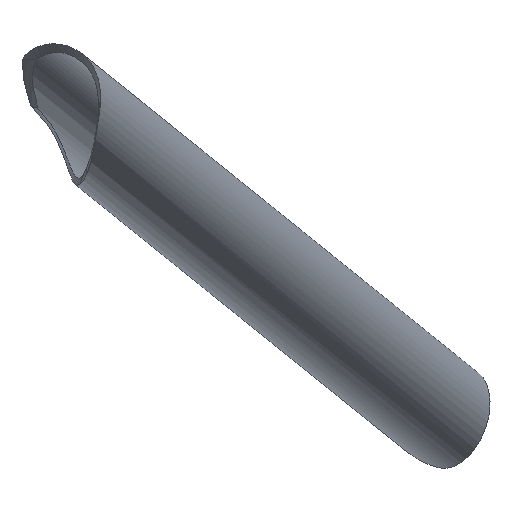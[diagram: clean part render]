
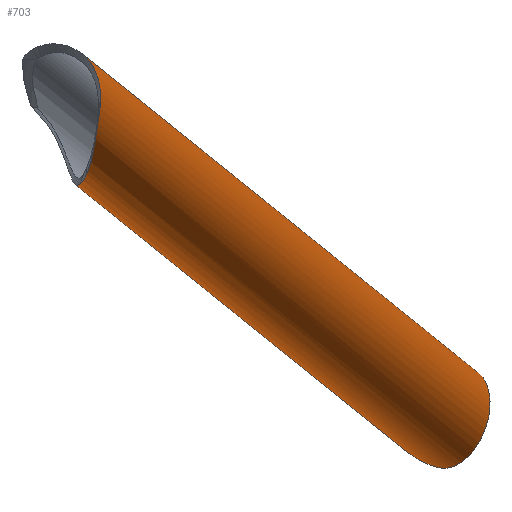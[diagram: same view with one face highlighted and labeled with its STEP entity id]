
A CAD part, top view. The second image highlights one B-rep face of the part: STEP entity #703.
In plain terms, the highlighted cylindrical face has radius 12.5 mm (diameter 25 mm), a partial arc.
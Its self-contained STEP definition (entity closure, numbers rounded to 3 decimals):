
#120=CARTESIAN_POINT('Vertex',(-486.2,-233.838,173.848)) ;
#124=CARTESIAN_POINT('Control Point',(-502.878,-252.511,177.29)) ;
#125=CARTESIAN_POINT('Control Point',(-502.088,-253.142,176.935)) ;
#126=CARTESIAN_POINT('Control Point',(-501.263,-253.719,176.559)) ;
#127=CARTESIAN_POINT('Control Point',(-500.406,-254.241,176.175)) ;
#128=CARTESIAN_POINT('Control Point',(-499.14,-254.914,175.617)) ;
#129=CARTESIAN_POINT('Control Point',(-497.791,-255.461,175.131)) ;
#130=CARTESIAN_POINT('Control Point',(-497.376,-255.614,174.995)) ;
#131=CARTESIAN_POINT('Control Point',(-496.651,-255.851,174.789)) ;
#132=CARTESIAN_POINT('Control Point',(-495.892,-256.033,174.671)) ;
#133=CARTESIAN_POINT('Control Point',(-495.571,-256.098,174.641)) ;
#134=CARTESIAN_POINT('Control Point',(-494.891,-256.201,174.639)) ;
#135=CARTESIAN_POINT('Control Point',(-494.217,-256.228,174.783)) ;
#136=CARTESIAN_POINT('Control Point',(-493.878,-256.217,174.902)) ;
#137=CARTESIAN_POINT('Control Point',(-493.212,-256.15,175.217)) ;
#138=CARTESIAN_POINT('Control Point',(-492.614,-256.006,175.629)) ;
#139=CARTESIAN_POINT('Control Point',(-492.321,-255.916,175.856)) ;
#140=CARTESIAN_POINT('Control Point',(-491.555,-255.634,176.499)) ;
#141=CARTESIAN_POINT('Control Point',(-490.86,-255.262,177.179)) ;
#142=CARTESIAN_POINT('Control Point',(-490.434,-254.996,177.61)) ;
#143=CARTESIAN_POINT('Control Point',(-489.308,-254.189,178.77)) ;
#144=CARTESIAN_POINT('Control Point',(-488.268,-253.176,179.853)) ;
#145=CARTESIAN_POINT('Control Point',(-487.635,-252.454,180.487)) ;
#146=CARTESIAN_POINT('Control Point',(-486.482,-250.914,181.58)) ;
#147=CARTESIAN_POINT('Control Point',(-485.484,-249.099,182.355)) ;
#148=CARTESIAN_POINT('Control Point',(-485.048,-248.169,182.64)) ;
#149=CARTESIAN_POINT('Control Point',(-484.315,-246.284,182.985)) ;
#150=CARTESIAN_POINT('Control Point',(-483.827,-244.296,182.899)) ;
#151=CARTESIAN_POINT('Control Point',(-483.658,-243.334,182.749)) ;
#152=CARTESIAN_POINT('Control Point',(-483.458,-241.428,182.231)) ;
#153=CARTESIAN_POINT('Control Point',(-483.531,-239.666,181.32)) ;
#154=CARTESIAN_POINT('Control Point',(-483.634,-238.834,180.773)) ;
#155=CARTESIAN_POINT('Control Point',(-484.022,-236.977,179.275)) ;
#156=CARTESIAN_POINT('Control Point',(-484.692,-235.526,177.443)) ;
#157=CARTESIAN_POINT('Control Point',(-485.156,-234.823,176.291)) ;
#158=CARTESIAN_POINT('Control Point',(-485.671,-234.261,175.09)) ;
#159=CARTESIAN_POINT('Control Point',(-486.2,-233.838,173.848)) ;
#160=CARTESIAN_POINT('Vertex',(-502.878,-252.511,177.29)) ;
#286=CARTESIAN_POINT('Vertex',(-578.548,-187.599,451.729)) ;
#304=CARTESIAN_POINT('Vertex',(-580.05,-189.802,439.694)) ;
#308=CARTESIAN_POINT('Control Point',(-580.05,-189.802,439.694)) ;
#309=CARTESIAN_POINT('Control Point',(-579.602,-189.626,442.117)) ;
#310=CARTESIAN_POINT('Control Point',(-579.274,-189.258,444.543)) ;
#311=CARTESIAN_POINT('Control Point',(-578.995,-188.792,446.957)) ;
#312=CARTESIAN_POINT('Control Point',(-578.76,-188.235,449.351)) ;
#313=CARTESIAN_POINT('Control Point',(-578.548,-187.599,451.729)) ;
#366=CARTESIAN_POINT('Vertex',(-581.133,-189.945,429.759)) ;
#370=CARTESIAN_POINT('Control Point',(-581.133,-189.945,429.759)) ;
#371=CARTESIAN_POINT('Control Point',(-580.854,-190.167,432.236)) ;
#372=CARTESIAN_POINT('Control Point',(-580.597,-190.165,434.735)) ;
#373=CARTESIAN_POINT('Control Point',(-580.33,-190.044,437.219)) ;
#374=CARTESIAN_POINT('Control Point',(-580.05,-189.802,439.694)) ;
#449=CARTESIAN_POINT('Vertex',(-577.387,-184.715,460.231)) ;
#453=CARTESIAN_POINT('Control Point',(-577.387,-184.715,460.231)) ;
#454=CARTESIAN_POINT('Control Point',(-577.027,-183.578,462.99)) ;
#455=CARTESIAN_POINT('Control Point',(-576.706,-182.283,465.69)) ;
#456=CARTESIAN_POINT('Control Point',(-576.479,-180.836,468.321)) ;
#457=CARTESIAN_POINT('Control Point',(-576.393,-179.301,470.904)) ;
#458=CARTESIAN_POINT('Vertex',(-576.393,-179.301,470.904)) ;
#496=CARTESIAN_POINT('Vertex',(-578.174,-186.806,454.45)) ;
#514=CARTESIAN_POINT('Control Point',(-578.548,-187.599,451.729)) ;
#515=CARTESIAN_POINT('Control Point',(-578.424,-187.352,452.641)) ;
#516=CARTESIAN_POINT('Control Point',(-578.299,-187.088,453.548)) ;
#517=CARTESIAN_POINT('Control Point',(-578.174,-186.806,454.45)) ;
#638=CARTESIAN_POINT('Axis2P3D Location',(-541.062,-205.978,325.664)) ;
#644=CARTESIAN_POINT('Control Point',(-578.174,-186.806,454.45)) ;
#645=CARTESIAN_POINT('Control Point',(-577.853,-186.189,456.396)) ;
#646=CARTESIAN_POINT('Control Point',(-577.601,-185.487,458.325)) ;
#647=CARTESIAN_POINT('Control Point',(-577.387,-184.715,460.231)) ;
#649=CARTESIAN_POINT('Line Origine',(-548.868,-215.741,325.664)) ;
#654=CARTESIAN_POINT('Line Origine',(-533.256,-196.215,325.664)) ;
#658=CARTESIAN_POINT('Vertex',(-579.536,-159.213,474.974)) ;
#662=CARTESIAN_POINT('Control Point',(-575.21,-170.023,477.956)) ;
#663=CARTESIAN_POINT('Control Point',(-575.182,-169.203,478.045)) ;
#664=CARTESIAN_POINT('Control Point',(-575.19,-168.373,478.05)) ;
#665=CARTESIAN_POINT('Control Point',(-575.246,-167.547,477.981)) ;
#666=CARTESIAN_POINT('Control Point',(-575.581,-165.071,477.603)) ;
#667=CARTESIAN_POINT('Control Point',(-576.435,-162.789,476.823)) ;
#668=CARTESIAN_POINT('Control Point',(-577.26,-161.399,476.225)) ;
#669=CARTESIAN_POINT('Control Point',(-578.309,-160.194,475.599)) ;
#670=CARTESIAN_POINT('Control Point',(-579.536,-159.213,474.974)) ;
#671=CARTESIAN_POINT('Vertex',(-575.21,-170.023,477.956)) ;
#675=CARTESIAN_POINT('Control Point',(-575.21,-170.023,477.956)) ;
#676=CARTESIAN_POINT('Control Point',(-575.213,-171.49,477.655)) ;
#677=CARTESIAN_POINT('Control Point',(-575.362,-172.918,477.159)) ;
#678=CARTESIAN_POINT('Control Point',(-575.582,-174.225,476.429)) ;
#679=CARTESIAN_POINT('Control Point',(-575.813,-175.406,475.537)) ;
#680=CARTESIAN_POINT('Vertex',(-575.813,-175.406,475.537)) ;
#684=CARTESIAN_POINT('Control Point',(-575.813,-175.406,475.537)) ;
#685=CARTESIAN_POINT('Control Point',(-575.988,-176.557,474.552)) ;
#686=CARTESIAN_POINT('Control Point',(-576.142,-177.561,473.395)) ;
#687=CARTESIAN_POINT('Control Point',(-576.272,-178.466,472.174)) ;
#688=CARTESIAN_POINT('Control Point',(-576.393,-179.301,470.904)) ;
#639=DIRECTION('Axis2P3D Direction',(-0.288,0.23,0.929)) ;
#640=DIRECTION('Axis2P3D XDirection',(-0.624,-0.781,0.)) ;
#650=DIRECTION('Vector Direction',(-0.288,0.23,0.929)) ;
#655=DIRECTION('Vector Direction',(-0.288,0.23,0.929)) ;
#641=AXIS2_PLACEMENT_3D('Cylinder Axis2P3D',#638,#639,#640) ;
#691=ORIENTED_EDGE('',*,*,#648,.F.) ;
#692=ORIENTED_EDGE('',*,*,#518,.F.) ;
#693=ORIENTED_EDGE('',*,*,#314,.F.) ;
#694=ORIENTED_EDGE('',*,*,#375,.F.) ;
#695=ORIENTED_EDGE('',*,*,#653,.F.) ;
#696=ORIENTED_EDGE('',*,*,#162,.T.) ;
#697=ORIENTED_EDGE('',*,*,#660,.T.) ;
#698=ORIENTED_EDGE('',*,*,#673,.F.) ;
#699=ORIENTED_EDGE('',*,*,#682,.T.) ;
#700=ORIENTED_EDGE('',*,*,#689,.T.) ;
#701=ORIENTED_EDGE('',*,*,#460,.F.) ;
#651=VECTOR('Line Direction',#650,1.) ;
#656=VECTOR('Line Direction',#655,1.) ;
#703=ADVANCED_FACE('Corps principal',(#702),#642,.T.) ;
#123=B_SPLINE_CURVE_WITH_KNOTS('',5,(#124,#125,#126,#127,#128,#129,#130,#131,#132,#133,#134,#135,#136,#137,#138,#139,#140,#141,#142,#143,#144,#145,#146,#147,#148,#149,#150,#151,#152,#153,#154,#155,#156,#157,#158,#159),.UNSPECIFIED.,.F.,.U.,(6,3,3,3,3,3,3,3,3,3,3,6),(0.,7.581,10.85,13.151,15.685,18.361,23.028,31.123,38.589,45.509,52.514,62.517),.UNSPECIFIED.) ;
#307=B_SPLINE_CURVE_WITH_KNOTS('',5,(#308,#309,#310,#311,#312,#313),.UNSPECIFIED.,.F.,.U.,(6,6),(10.341,27.811),.UNSPECIFIED.) ;
#369=B_SPLINE_CURVE_WITH_KNOTS('',4,(#370,#371,#372,#373,#374),.UNSPECIFIED.,.F.,.U.,(5,5),(0.,14.157),.UNSPECIFIED.) ;
#452=B_SPLINE_CURVE_WITH_KNOTS('',4,(#453,#454,#455,#456,#457),.UNSPECIFIED.,.F.,.U.,(5,5),(44.421,61.426),.UNSPECIFIED.) ;
#513=B_SPLINE_CURVE_WITH_KNOTS('',3,(#514,#515,#516,#517),.UNSPECIFIED.,.F.,.U.,(4,4),(31.61,35.653),.UNSPECIFIED.) ;
#643=B_SPLINE_CURVE_WITH_KNOTS('',3,(#644,#645,#646,#647),.UNSPECIFIED.,.F.,.U.,(4,4),(23.546,32.316),.UNSPECIFIED.) ;
#661=B_SPLINE_CURVE_WITH_KNOTS('',5,(#662,#663,#664,#665,#666,#667,#668,#669,#670),.UNSPECIFIED.,.F.,.U.,(6,3,6),(7.245,13.081,25.039),.UNSPECIFIED.) ;
#674=B_SPLINE_CURVE_WITH_KNOTS('',4,(#675,#676,#677,#678,#679),.UNSPECIFIED.,.F.,.U.,(5,5),(18.297,26.767),.UNSPECIFIED.) ;
#683=B_SPLINE_CURVE_WITH_KNOTS('',4,(#684,#685,#686,#687,#688),.UNSPECIFIED.,.F.,.U.,(5,5),(1.282,9.908),.UNSPECIFIED.) ;
#642=CYLINDRICAL_SURFACE('generated cylinder',#641,12.5) ;
#162=EDGE_CURVE('',#161,#121,#123,.T.) ;
#314=EDGE_CURVE('',#305,#287,#307,.T.) ;
#375=EDGE_CURVE('',#367,#305,#369,.T.) ;
#460=EDGE_CURVE('',#450,#459,#452,.T.) ;
#518=EDGE_CURVE('',#287,#497,#513,.T.) ;
#648=EDGE_CURVE('',#497,#450,#643,.T.) ;
#653=EDGE_CURVE('',#161,#367,#652,.T.) ;
#660=EDGE_CURVE('',#121,#659,#657,.T.) ;
#673=EDGE_CURVE('',#672,#659,#661,.T.) ;
#682=EDGE_CURVE('',#672,#681,#674,.T.) ;
#689=EDGE_CURVE('',#681,#459,#683,.T.) ;
#690=EDGE_LOOP('',(#691,#692,#693,#694,#695,#696,#697,#698,#699,#700,#701)) ;
#702=FACE_OUTER_BOUND('',#690,.T.) ;
#652=LINE('Line',#649,#651) ;
#657=LINE('Line',#654,#656) ;
#121=VERTEX_POINT('',#120) ;
#161=VERTEX_POINT('',#160) ;
#287=VERTEX_POINT('',#286) ;
#305=VERTEX_POINT('',#304) ;
#367=VERTEX_POINT('',#366) ;
#450=VERTEX_POINT('',#449) ;
#459=VERTEX_POINT('',#458) ;
#497=VERTEX_POINT('',#496) ;
#659=VERTEX_POINT('',#658) ;
#672=VERTEX_POINT('',#671) ;
#681=VERTEX_POINT('',#680) ;
